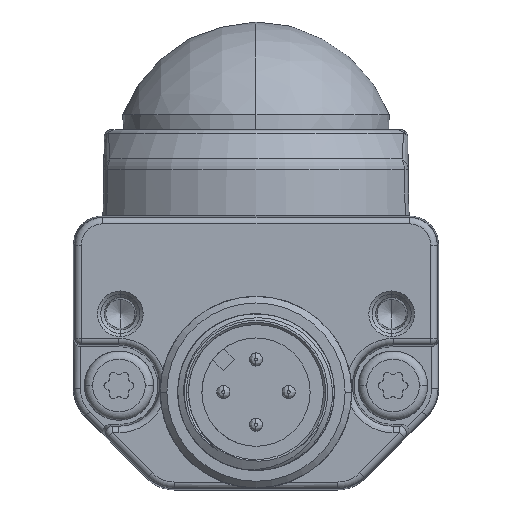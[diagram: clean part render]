
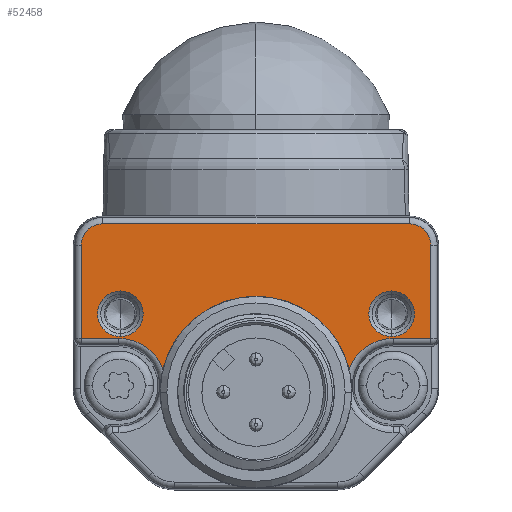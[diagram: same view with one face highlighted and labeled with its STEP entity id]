
A CAD part, left-side view. The second image highlights one B-rep face of the part: STEP entity #52458.
In plain terms, the highlighted face is planar.
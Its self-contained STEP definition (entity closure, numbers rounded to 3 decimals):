
#47882=CARTESIAN_POINT('',(13.,8.,10.5));
#47883=DIRECTION('',(-1.,0.,0.));
#47884=DIRECTION('',(0.,1.,0.));
#47885=AXIS2_PLACEMENT_3D('',#47882,#47883,#47884);
#47887=DIRECTION('',(0.,0.,-1.));
#47888=VECTOR('',#47887,2.891);
#47889=CARTESIAN_POINT('',(13.,11.614,13.391));
#47890=LINE('',#47889,#47888);
#47891=DIRECTION('',(0.,-1.,0.));
#47892=VECTOR('',#47891,7.136);
#47893=CARTESIAN_POINT('',(13.,18.75,13.391));
#47894=LINE('',#47893,#47892);
#47895=CARTESIAN_POINT('',(13.,18.75,11.75));
#47896=DIRECTION('',(1.,0.,0.));
#47897=DIRECTION('',(0.,1.,0.));
#47898=AXIS2_PLACEMENT_3D('',#47895,#47896,#47897);
#47900=DIRECTION('',(0.,0.,1.));
#47901=VECTOR('',#47900,23.5);
#47902=CARTESIAN_POINT('',(13.,20.391,-11.75));
#47903=LINE('',#47902,#47901);
#47904=CARTESIAN_POINT('',(13.,18.75,-11.75));
#47905=DIRECTION('',(1.,0.,0.));
#47906=DIRECTION('',(0.,0.,-1.));
#47907=AXIS2_PLACEMENT_3D('',#47904,#47905,#47906);
#47909=DIRECTION('',(0.,1.,0.));
#47910=VECTOR('',#47909,7.136);
#47911=CARTESIAN_POINT('',(13.,11.614,-13.391));
#47912=LINE('',#47911,#47910);
#47913=DIRECTION('',(0.,0.,-1.));
#47914=VECTOR('',#47913,2.891);
#47915=CARTESIAN_POINT('',(13.,11.614,-10.5));
#47916=LINE('',#47915,#47914);
#47917=CARTESIAN_POINT('',(13.,8.,-10.5));
#47918=DIRECTION('',(-1.,0.,0.));
#47919=DIRECTION('',(0.,0.359,0.933));
#47920=AXIS2_PLACEMENT_3D('',#47917,#47918,#47919);
#47922=CARTESIAN_POINT('',(13.,7.5,0.));
#47923=DIRECTION('',(1.,0.,0.));
#47924=DIRECTION('',(0.,0.244,-0.97));
#47925=AXIS2_PLACEMENT_3D('',#47922,#47923,#47924);
#47954=CARTESIAN_POINT('',(13.,13.5,10.392));
#47955=DIRECTION('',(-1.,0.,0.));
#47956=DIRECTION('',(0.,1.,0.));
#47957=AXIS2_PLACEMENT_3D('',#47954,#47955,#47956);
#47959=CARTESIAN_POINT('',(13.,13.5,10.392));
#47960=DIRECTION('',(-1.,0.,0.));
#47961=DIRECTION('',(0.,-1.,0.));
#47962=AXIS2_PLACEMENT_3D('',#47959,#47960,#47961);
#47964=CARTESIAN_POINT('',(13.,13.5,-10.392));
#47965=DIRECTION('',(-1.,0.,0.));
#47966=DIRECTION('',(0.,1.,0.));
#47967=AXIS2_PLACEMENT_3D('',#47964,#47965,#47966);
#47969=CARTESIAN_POINT('',(13.,13.5,-10.392));
#47970=DIRECTION('',(-1.,0.,0.));
#47971=DIRECTION('',(0.,-1.,0.));
#47972=AXIS2_PLACEMENT_3D('',#47969,#47970,#47971);
#47974=CARTESIAN_POINT('',(13.,9.297,7.127));
#49877=CARTESIAN_POINT('',(13.,9.297,-7.127));
#51655=VERTEX_POINT('',#47974);
#51656=VERTEX_POINT('',#49877);
#51709=CARTESIAN_POINT('',(13.,20.391,11.75));
#51710=CARTESIAN_POINT('',(13.,18.75,13.391));
#51711=VERTEX_POINT('',#51709);
#51712=VERTEX_POINT('',#51710);
#51717=CARTESIAN_POINT('',(13.,20.391,-11.75));
#51718=VERTEX_POINT('',#51717);
#51721=CARTESIAN_POINT('',(13.,18.75,-13.391));
#51722=VERTEX_POINT('',#51721);
#51759=CARTESIAN_POINT('',(13.,11.614,10.5));
#51760=VERTEX_POINT('',#51759);
#51761=CARTESIAN_POINT('',(13.,11.614,13.391));
#51762=VERTEX_POINT('',#51761);
#51779=CARTESIAN_POINT('',(13.,11.614,-10.5));
#51780=VERTEX_POINT('',#51779);
#51781=CARTESIAN_POINT('',(13.,11.614,-13.391));
#51782=VERTEX_POINT('',#51781);
#51898=CARTESIAN_POINT('',(13.,15.25,10.392));
#51899=CARTESIAN_POINT('',(13.,11.75,10.392));
#51900=VERTEX_POINT('',#51898);
#51901=VERTEX_POINT('',#51899);
#51902=CARTESIAN_POINT('',(13.,15.25,-10.392));
#51903=CARTESIAN_POINT('',(13.,11.75,-10.392));
#51904=VERTEX_POINT('',#51902);
#51905=VERTEX_POINT('',#51903);
#52421=CARTESIAN_POINT('',(13.,0.,0.));
#52422=DIRECTION('',(1.,0.,0.));
#52423=DIRECTION('',(0.,0.,-1.));
#52424=AXIS2_PLACEMENT_3D('',#52421,#52422,#52423);
#52425=PLANE('',#52424);
#52427=ORIENTED_EDGE('',*,*,#52426,.F.);
#52429=ORIENTED_EDGE('',*,*,#52428,.F.);
#52430=ORIENTED_EDGE('',*,*,#52381,.F.);
#52431=ORIENTED_EDGE('',*,*,#52391,.F.);
#52433=ORIENTED_EDGE('',*,*,#52432,.F.);
#52435=ORIENTED_EDGE('',*,*,#52434,.F.);
#52437=ORIENTED_EDGE('',*,*,#52436,.F.);
#52439=ORIENTED_EDGE('',*,*,#52438,.F.);
#52441=ORIENTED_EDGE('',*,*,#52440,.F.);
#52443=ORIENTED_EDGE('',*,*,#52442,.T.);
#52444=EDGE_LOOP('',(#52427,#52429,#52430,#52431,#52433,#52435,#52437,#52439,
#52441,#52443));
#52445=FACE_OUTER_BOUND('',#52444,.F.);
#52447=ORIENTED_EDGE('',*,*,#52446,.F.);
#52449=ORIENTED_EDGE('',*,*,#52448,.F.);
#52450=EDGE_LOOP('',(#52447,#52449));
#52451=FACE_BOUND('',#52450,.F.);
#52453=ORIENTED_EDGE('',*,*,#52452,.F.);
#52455=ORIENTED_EDGE('',*,*,#52454,.F.);
#52456=EDGE_LOOP('',(#52453,#52455));
#52457=FACE_BOUND('',#52456,.F.);
#52458=ADVANCED_FACE('',(#52445,#52451,#52457),#52425,.T.);
#47886=CIRCLE('',#47885,3.614);
#47899=CIRCLE('',#47898,1.641);
#47908=CIRCLE('',#47907,1.641);
#47921=CIRCLE('',#47920,3.614);
#47926=CIRCLE('',#47925,7.35);
#47958=CIRCLE('',#47957,1.75);
#47963=CIRCLE('',#47962,1.75);
#47968=CIRCLE('',#47967,1.75);
#47973=CIRCLE('',#47972,1.75);
#52381=EDGE_CURVE('',#51712,#51762,#47894,.T.);
#52391=EDGE_CURVE('',#51711,#51712,#47899,.T.);
#52426=EDGE_CURVE('',#51760,#51655,#47886,.T.);
#52428=EDGE_CURVE('',#51762,#51760,#47890,.T.);
#52432=EDGE_CURVE('',#51718,#51711,#47903,.T.);
#52434=EDGE_CURVE('',#51722,#51718,#47908,.T.);
#52436=EDGE_CURVE('',#51782,#51722,#47912,.T.);
#52438=EDGE_CURVE('',#51780,#51782,#47916,.T.);
#52440=EDGE_CURVE('',#51656,#51780,#47921,.T.);
#52442=EDGE_CURVE('',#51656,#51655,#47926,.T.);
#52446=EDGE_CURVE('',#51900,#51901,#47958,.T.);
#52448=EDGE_CURVE('',#51901,#51900,#47963,.T.);
#52452=EDGE_CURVE('',#51904,#51905,#47968,.T.);
#52454=EDGE_CURVE('',#51905,#51904,#47973,.T.);
